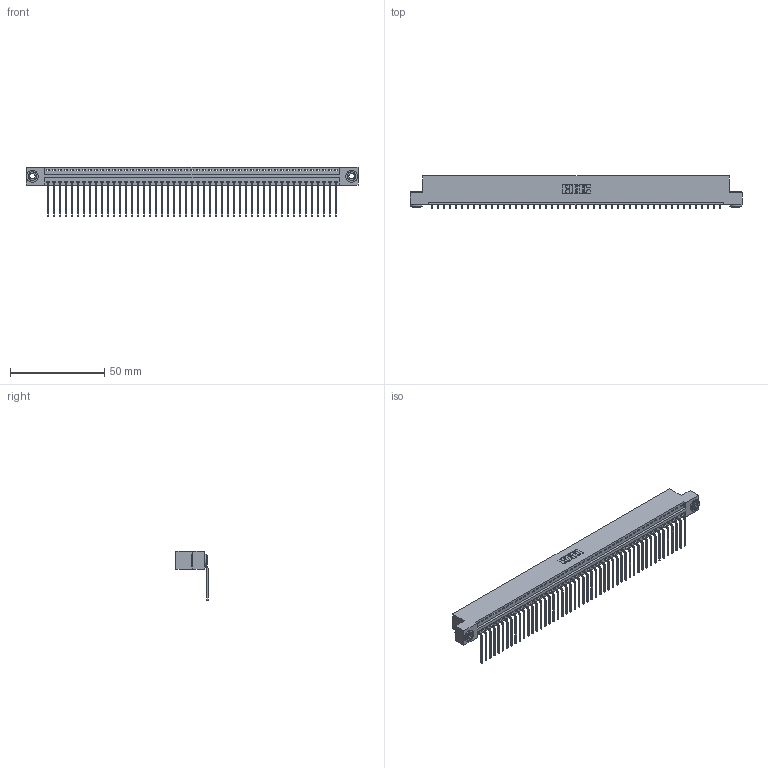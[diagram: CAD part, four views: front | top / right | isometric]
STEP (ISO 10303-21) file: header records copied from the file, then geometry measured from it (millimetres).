
FILE_DESCRIPTION (( 'STEP AP203' ), '1' );
FILE_NAME ('396-049-559-103.STEP', '2018-09-08T02:38:06', ( '' ), ( '' ), 'SwSTEP 2.0', 'SolidWorks 2016', '' );
FILE_SCHEMA (( 'CONFIG_CONTROL_DESIGN' ));
Length unit declared in the file: inch
Products named in the file (4): 346 Part_Flush Mounting Lugs - 0.156 Dia-TH; 345-292-001_558 559 Tail - 1; 345-250-002_345-250-002-102; 396-049-559-103
Assembly tree (52 placements, depth 2):
  396-049-559-103
    346 Part_Flush Mounting Lugs - 0.156 Dia-TH
    345-292-001_558 559 Tail - 1  x49
    345-250-002_345-250-002-102  x2
Bounding box: 176.15 x 17.08 x 26.16 mm (x, y, z)
Volume: 17092.2 mm3; surface area: 22631.8 mm2
Topology: 52 solids, 52 shells, 3100 faces, 9323 edges, 6146 vertices
Faces by surface type: plane 2144, cylinder 948, cone 8
Entity records: 30202 total; most frequent: CARTESIAN_POINT 5154, ORIENTED_EDGE 5130, DIRECTION 4569, EDGE_CURVE 2565, LINE 2213, VECTOR 2213, VERTEX_POINT 1706, AXIS2_PLACEMENT_3D 1178
